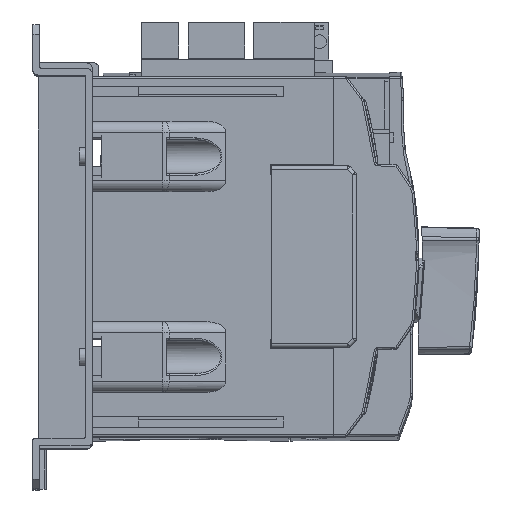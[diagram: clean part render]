
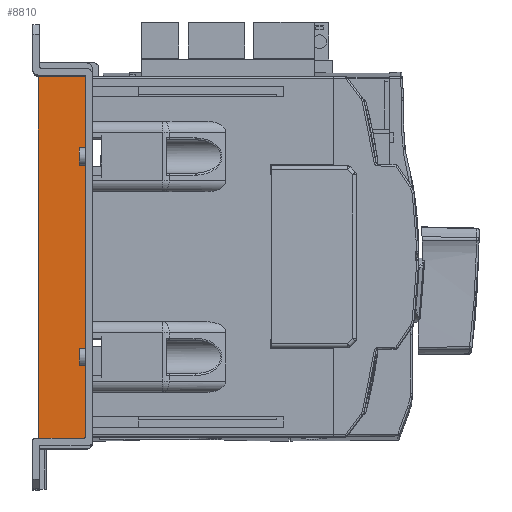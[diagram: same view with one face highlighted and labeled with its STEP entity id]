
A CAD part, top view. The second image highlights one B-rep face of the part: STEP entity #8810.
In plain terms, the highlighted planar face has unit normal (0, 0, 1).
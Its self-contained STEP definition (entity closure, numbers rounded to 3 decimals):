
#8810 = ADVANCED_FACE( '', ( #19196 ), #19197, .T. );
#19196 = FACE_OUTER_BOUND( '', #38935, .T. );
#19197 = PLANE( '', #38936 );
#38935 = EDGE_LOOP( '', ( #74958, #74959, #74960, #74961 ) );
#38936 = AXIS2_PLACEMENT_3D( '', #74962, #74963, #74964 );
#74958 = ORIENTED_EDGE( '', *, *, #96178, .F. );
#74959 = ORIENTED_EDGE( '', *, *, #102448, .F. );
#74960 = ORIENTED_EDGE( '', *, *, #99643, .T. );
#74961 = ORIENTED_EDGE( '', *, *, #98716, .T. );
#74962 = CARTESIAN_POINT( '', ( 1.45, 110.95, 203. ) );
#74963 = DIRECTION( '', ( 0., 0., 1. ) );
#74964 = DIRECTION( '', ( 1., 0., 0. ) );
#96178 = EDGE_CURVE( '', #114961, #114963, #114964, .T. );
#98716 = EDGE_CURVE( '', #118937, #114963, #118938, .T. );
#99643 = EDGE_CURVE( '', #120292, #118937, #120293, .T. );
#102448 = EDGE_CURVE( '', #120292, #114961, #124137, .T. );
#114961 = VERTEX_POINT( '', #146415 );
#114963 = VERTEX_POINT( '', #146418 );
#114964 = LINE( '', #146419, #146420 );
#118937 = VERTEX_POINT( '', #154042 );
#118938 = LINE( '', #154043, #154044 );
#120292 = VERTEX_POINT( '', #156798 );
#120293 = LINE( '', #156799, #156800 );
#124137 = LINE( '', #164454, #164455 );
#146415 = CARTESIAN_POINT( '', ( 14.2, 110.95, 203. ) );
#146418 = CARTESIAN_POINT( '', ( 14.2, 13.55, 203. ) );
#146419 = CARTESIAN_POINT( '', ( 14.2, 110.95, 203. ) );
#146420 = VECTOR( '', #178212, 1000. );
#154042 = CARTESIAN_POINT( '', ( 1.45, 13.55, 203. ) );
#154043 = CARTESIAN_POINT( '', ( 1.45, 13.55, 203. ) );
#154044 = VECTOR( '', #180776, 1000. );
#156798 = CARTESIAN_POINT( '', ( 1.45, 110.95, 203. ) );
#156799 = CARTESIAN_POINT( '', ( 1.45, 110.95, 203. ) );
#156800 = VECTOR( '', #181646, 1000. );
#164454 = CARTESIAN_POINT( '', ( 1.45, 110.95, 203. ) );
#164455 = VECTOR( '', #184343, 1000. );
#178212 = DIRECTION( '', ( 0., -1., 0. ) );
#180776 = DIRECTION( '', ( 1., 0., 0. ) );
#181646 = DIRECTION( '', ( 0., -1., 0. ) );
#184343 = DIRECTION( '', ( 1., 0., 0. ) );
